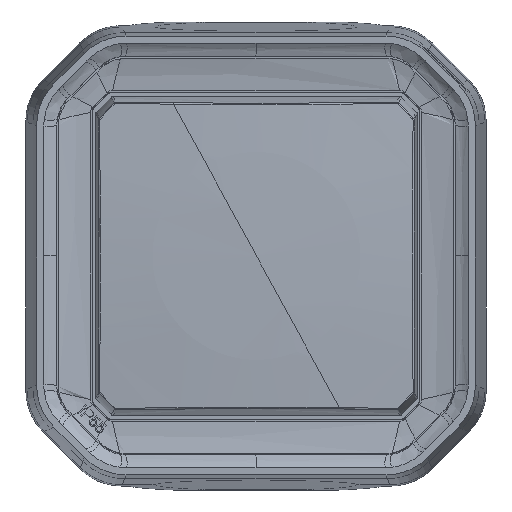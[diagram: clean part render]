
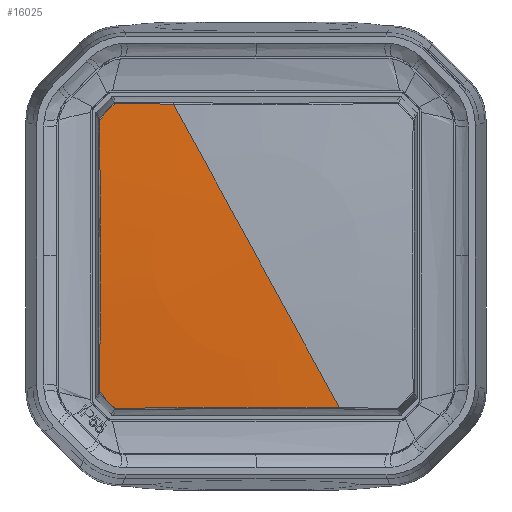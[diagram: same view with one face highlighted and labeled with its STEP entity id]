
A CAD part, top view. The second image highlights one B-rep face of the part: STEP entity #16025.
In plain terms, the highlighted spherical face has radius 445 mm.
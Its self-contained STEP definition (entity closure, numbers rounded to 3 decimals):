
#15688=AXIS2_PLACEMENT_3D('Circle Axis2P3D',#15686,#15687,$) ;
#15920=AXIS2_PLACEMENT_3D('Sphere Axis2P3D',#15917,#15918,#15919) ;
#15944=AXIS2_PLACEMENT_3D('Circle Axis2P3D',#15942,#15943,$) ;
#15965=AXIS2_PLACEMENT_3D('Circle Axis2P3D',#15963,#15964,$) ;
#16000=AXIS2_PLACEMENT_3D('Circle Axis2P3D',#15998,#15999,$) ;
#16007=AXIS2_PLACEMENT_3D('Circle Axis2P3D',#16005,#16006,$) ;
#15669=CARTESIAN_POINT('Vertex',(-27.842,22.231,54.713)) ;
#15683=CARTESIAN_POINT('Vertex',(-27.851,-24.287,54.613)) ;
#15686=CARTESIAN_POINT('Axis2P3D Location',(-66.142,-0.077,-383.056)) ;
#15730=CARTESIAN_POINT('Control Point',(-27.842,22.231,54.713)) ;
#15731=CARTESIAN_POINT('Control Point',(-27.842,22.254,54.712)) ;
#15732=CARTESIAN_POINT('Control Point',(-27.842,22.271,54.711)) ;
#15733=CARTESIAN_POINT('Control Point',(-27.842,22.285,54.711)) ;
#15734=CARTESIAN_POINT('Control Point',(-27.842,22.296,54.71)) ;
#15735=CARTESIAN_POINT('Control Point',(-27.842,22.306,54.71)) ;
#15736=CARTESIAN_POINT('Vertex',(-27.842,22.306,54.71)) ;
#15893=CARTESIAN_POINT('Vertex',(-27.787,-24.463,54.607)) ;
#15897=CARTESIAN_POINT('Control Point',(-27.851,-24.287,54.613)) ;
#15898=CARTESIAN_POINT('Control Point',(-27.851,-24.3,54.612)) ;
#15899=CARTESIAN_POINT('Control Point',(-27.85,-24.311,54.612)) ;
#15900=CARTESIAN_POINT('Control Point',(-27.849,-24.323,54.611)) ;
#15901=CARTESIAN_POINT('Control Point',(-27.844,-24.354,54.61)) ;
#15902=CARTESIAN_POINT('Control Point',(-27.836,-24.383,54.609)) ;
#15903=CARTESIAN_POINT('Control Point',(-27.828,-24.4,54.608)) ;
#15904=CARTESIAN_POINT('Control Point',(-27.816,-24.424,54.608)) ;
#15905=CARTESIAN_POINT('Control Point',(-27.802,-24.445,54.608)) ;
#15906=CARTESIAN_POINT('Control Point',(-27.797,-24.451,54.607)) ;
#15907=CARTESIAN_POINT('Control Point',(-27.792,-24.457,54.607)) ;
#15908=CARTESIAN_POINT('Control Point',(-27.787,-24.463,54.607)) ;
#15917=CARTESIAN_POINT('Axis2P3D Location',(0.077,-0.077,-388.849)) ;
#15923=CARTESIAN_POINT('Control Point',(-24.964,27.111,54.613)) ;
#15924=CARTESIAN_POINT('Control Point',(-21.862,27.065,54.791)) ;
#15925=CARTESIAN_POINT('Control Point',(-19.228,27.032,54.913)) ;
#15926=CARTESIAN_POINT('Control Point',(-16.869,27.006,55.008)) ;
#15927=CARTESIAN_POINT('Control Point',(-14.708,26.986,55.081)) ;
#15928=CARTESIAN_POINT('Vertex',(-14.708,26.986,55.081)) ;
#15930=CARTESIAN_POINT('Vertex',(-24.964,27.111,54.613)) ;
#15934=CARTESIAN_POINT('Control Point',(-25.129,27.048,54.607)) ;
#15935=CARTESIAN_POINT('Control Point',(-25.099,27.076,54.607)) ;
#15936=CARTESIAN_POINT('Control Point',(-25.062,27.097,54.608)) ;
#15937=CARTESIAN_POINT('Control Point',(-25.02,27.112,54.61)) ;
#15938=CARTESIAN_POINT('Control Point',(-24.964,27.111,54.613)) ;
#15939=CARTESIAN_POINT('Vertex',(-25.129,27.048,54.607)) ;
#15942=CARTESIAN_POINT('Axis2P3D Location',(0.077,-0.077,54.607)) ;
#15946=CARTESIAN_POINT('Vertex',(-27.787,24.31,54.607)) ;
#15950=CARTESIAN_POINT('Control Point',(-27.851,24.134,54.613)) ;
#15951=CARTESIAN_POINT('Control Point',(-27.851,24.21,54.609)) ;
#15952=CARTESIAN_POINT('Control Point',(-27.826,24.266,54.607)) ;
#15953=CARTESIAN_POINT('Control Point',(-27.787,24.31,54.607)) ;
#15954=CARTESIAN_POINT('Vertex',(-27.851,24.134,54.613)) ;
#15958=CARTESIAN_POINT('Control Point',(-27.851,24.134,54.613)) ;
#15959=CARTESIAN_POINT('Control Point',(-27.848,23.505,54.648)) ;
#15960=CARTESIAN_POINT('Control Point',(-27.845,22.896,54.68)) ;
#15961=CARTESIAN_POINT('Control Point',(-27.842,22.306,54.71)) ;
#15963=CARTESIAN_POINT('Axis2P3D Location',(0.077,-0.077,54.607)) ;
#15967=CARTESIAN_POINT('Vertex',(-25.129,-27.201,54.607)) ;
#15971=CARTESIAN_POINT('Control Point',(-25.129,-27.201,54.607)) ;
#15972=CARTESIAN_POINT('Control Point',(-25.099,-27.23,54.607)) ;
#15973=CARTESIAN_POINT('Control Point',(-25.062,-27.25,54.608)) ;
#15974=CARTESIAN_POINT('Control Point',(-25.02,-27.265,54.61)) ;
#15975=CARTESIAN_POINT('Control Point',(-24.964,-27.264,54.613)) ;
#15976=CARTESIAN_POINT('Vertex',(-24.964,-27.264,54.613)) ;
#15980=CARTESIAN_POINT('Control Point',(14.861,-27.139,55.081)) ;
#15981=CARTESIAN_POINT('Control Point',(12.233,-27.114,55.17)) ;
#15982=CARTESIAN_POINT('Control Point',(9.877,-27.098,55.23)) ;
#15983=CARTESIAN_POINT('Control Point',(7.686,-27.086,55.273)) ;
#15984=CARTESIAN_POINT('Control Point',(3.152,-27.068,55.335)) ;
#15985=CARTESIAN_POINT('Control Point',(-1.149,-27.067,55.339)) ;
#15986=CARTESIAN_POINT('Control Point',(-3.467,-27.07,55.326)) ;
#15987=CARTESIAN_POINT('Control Point',(-7.639,-27.084,55.278)) ;
#15988=CARTESIAN_POINT('Control Point',(-12.355,-27.117,55.161)) ;
#15989=CARTESIAN_POINT('Control Point',(-14.497,-27.135,55.096)) ;
#15990=CARTESIAN_POINT('Control Point',(-17.716,-27.167,54.98)) ;
#15991=CARTESIAN_POINT('Control Point',(-21.526,-27.216,54.799)) ;
#15992=CARTESIAN_POINT('Control Point',(-22.612,-27.23,54.744)) ;
#15993=CARTESIAN_POINT('Control Point',(-23.754,-27.246,54.682)) ;
#15994=CARTESIAN_POINT('Control Point',(-24.964,-27.264,54.613)) ;
#15995=CARTESIAN_POINT('Vertex',(14.861,-27.139,55.081)) ;
#15998=CARTESIAN_POINT('Axis2P3D Location',(0.077,-0.077,-388.849)) ;
#16002=CARTESIAN_POINT('Vertex',(0.077,-0.077,56.151)) ;
#16005=CARTESIAN_POINT('Axis2P3D Location',(0.077,-0.077,-388.849)) ;
#15687=DIRECTION('Axis2P3D Direction',(0.996,0.,-0.087)) ;
#15918=DIRECTION('Axis2P3D Direction',(-0.,0.,1.)) ;
#15919=DIRECTION('Axis2P3D XDirection',(0.479,-0.878,0.)) ;
#15943=DIRECTION('Axis2P3D Direction',(-0.,0.,1.)) ;
#15964=DIRECTION('Axis2P3D Direction',(-0.,0.,1.)) ;
#15999=DIRECTION('Axis2P3D Direction',(-0.878,-0.479,0.)) ;
#16006=DIRECTION('Axis2P3D Direction',(0.878,0.479,-0.)) ;
#16011=ORIENTED_EDGE('',*,*,#15932,.T.) ;
#16012=ORIENTED_EDGE('',*,*,#15941,.T.) ;
#16013=ORIENTED_EDGE('',*,*,#15948,.T.) ;
#16014=ORIENTED_EDGE('',*,*,#15956,.T.) ;
#16015=ORIENTED_EDGE('',*,*,#15962,.T.) ;
#16016=ORIENTED_EDGE('',*,*,#15738,.T.) ;
#16017=ORIENTED_EDGE('',*,*,#15690,.T.) ;
#16018=ORIENTED_EDGE('',*,*,#15909,.T.) ;
#16019=ORIENTED_EDGE('',*,*,#15969,.T.) ;
#16020=ORIENTED_EDGE('',*,*,#15978,.T.) ;
#16021=ORIENTED_EDGE('',*,*,#15997,.T.) ;
#16022=ORIENTED_EDGE('',*,*,#16004,.T.) ;
#16023=ORIENTED_EDGE('',*,*,#16009,.F.) ;
#16025=ADVANCED_FACE('Doigt Inter',(#16024),#15921,.T.) ;
#15729=B_SPLINE_CURVE_WITH_KNOTS('',5,(#15730,#15731,#15732,#15733,#15734,#15735),.UNSPECIFIED.,.F.,.U.,(6,6),(38.623,41.24),.UNSPECIFIED.) ;
#15896=B_SPLINE_CURVE_WITH_KNOTS('',5,(#15897,#15898,#15899,#15900,#15901,#15902,#15903,#15904,#15905,#15906,#15907,#15908),.UNSPECIFIED.,.F.,.U.,(6,3,3,6),(0.,0.582,1.677,2.16),.UNSPECIFIED.) ;
#15922=B_SPLINE_CURVE_WITH_KNOTS('',4,(#15923,#15924,#15925,#15926,#15927),.UNSPECIFIED.,.F.,.U.,(5,5),(78.099,187.543),.UNSPECIFIED.) ;
#15933=B_SPLINE_CURVE_WITH_KNOTS('',4,(#15934,#15935,#15936,#15937,#15938),.UNSPECIFIED.,.F.,.U.,(5,5),(0.,2.039),.UNSPECIFIED.) ;
#15949=B_SPLINE_CURVE_WITH_KNOTS('',3,(#15950,#15951,#15952,#15953),.UNSPECIFIED.,.F.,.U.,(4,4),(0.,2.16),.UNSPECIFIED.) ;
#15957=B_SPLINE_CURVE_WITH_KNOTS('',3,(#15958,#15959,#15960,#15961),.UNSPECIFIED.,.F.,.U.,(4,4),(28.196,45.454),.UNSPECIFIED.) ;
#15970=B_SPLINE_CURVE_WITH_KNOTS('',4,(#15971,#15972,#15973,#15974,#15975),.UNSPECIFIED.,.F.,.U.,(5,5),(0.,2.039),.UNSPECIFIED.) ;
#15979=B_SPLINE_CURVE_WITH_KNOTS('',5,(#15980,#15981,#15982,#15983,#15984,#15985,#15986,#15987,#15988,#15989,#15990,#15991,#15992,#15993,#15994),.UNSPECIFIED.,.F.,.U.,(6,3,3,3,6),(0.,166.219,359.477,502.415,555.791),.UNSPECIFIED.) ;
#15689=CIRCLE('generated circle',#15688,440.007) ;
#15945=CIRCLE('generated circle',#15944,37.028) ;
#15966=CIRCLE('generated circle',#15965,37.028) ;
#16001=CIRCLE('generated circle',#16000,445.) ;
#16008=CIRCLE('generated circle',#16007,445.) ;
#15690=EDGE_CURVE('',#15670,#15684,#15689,.T.) ;
#15738=EDGE_CURVE('',#15737,#15670,#15729,.F.) ;
#15909=EDGE_CURVE('',#15684,#15894,#15896,.T.) ;
#15932=EDGE_CURVE('',#15929,#15931,#15922,.F.) ;
#15941=EDGE_CURVE('',#15931,#15940,#15933,.F.) ;
#15948=EDGE_CURVE('',#15940,#15947,#15945,.T.) ;
#15956=EDGE_CURVE('',#15947,#15955,#15949,.F.) ;
#15962=EDGE_CURVE('',#15955,#15737,#15957,.T.) ;
#15969=EDGE_CURVE('',#15894,#15968,#15966,.T.) ;
#15978=EDGE_CURVE('',#15968,#15977,#15970,.T.) ;
#15997=EDGE_CURVE('',#15977,#15996,#15979,.F.) ;
#16004=EDGE_CURVE('',#15996,#16003,#16001,.T.) ;
#16009=EDGE_CURVE('',#15929,#16003,#16008,.T.) ;
#16010=EDGE_LOOP('',(#16011,#16012,#16013,#16014,#16015,#16016,#16017,#16018,#16019,#16020,#16021,#16022,#16023)) ;
#16024=FACE_OUTER_BOUND('',#16010,.T.) ;
#15921=SPHERICAL_SURFACE('',#15920,445.) ;
#15670=VERTEX_POINT('',#15669) ;
#15684=VERTEX_POINT('',#15683) ;
#15737=VERTEX_POINT('',#15736) ;
#15894=VERTEX_POINT('',#15893) ;
#15929=VERTEX_POINT('',#15928) ;
#15931=VERTEX_POINT('',#15930) ;
#15940=VERTEX_POINT('',#15939) ;
#15947=VERTEX_POINT('',#15946) ;
#15955=VERTEX_POINT('',#15954) ;
#15968=VERTEX_POINT('',#15967) ;
#15977=VERTEX_POINT('',#15976) ;
#15996=VERTEX_POINT('',#15995) ;
#16003=VERTEX_POINT('',#16002) ;
